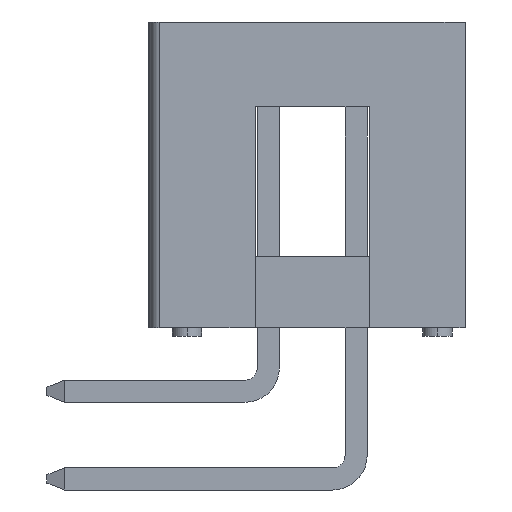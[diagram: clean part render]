
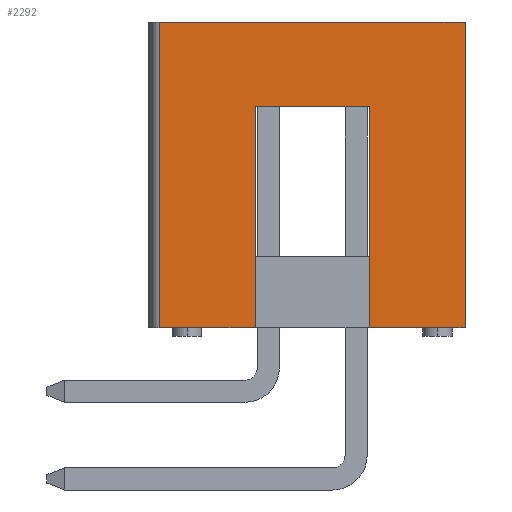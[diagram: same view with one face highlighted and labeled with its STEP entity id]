
A CAD part, left-side view. The second image highlights one B-rep face of the part: STEP entity #2292.
In plain terms, the highlighted planar face has unit normal (-1, 0, 0).
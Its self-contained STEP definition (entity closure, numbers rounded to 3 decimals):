
#2292=ADVANCED_FACE('',(#6001),#6002,.T.);
#6001=FACE_OUTER_BOUND('',#11418,.T.);
#6002=PLANE('',#11419);
#11418=EDGE_LOOP('',(#17014,#17015,#17016,#17017,#17018,#17019,#17020,#17021));
#11419=AXIS2_PLACEMENT_3D('',#17022,#17023,#17024);
#17014=ORIENTED_EDGE('',*,*,#30981,.T.);
#17015=ORIENTED_EDGE('',*,*,#30982,.T.);
#17016=ORIENTED_EDGE('',*,*,#30519,.F.);
#17017=ORIENTED_EDGE('',*,*,#30420,.T.);
#17018=ORIENTED_EDGE('',*,*,#30403,.T.);
#17019=ORIENTED_EDGE('',*,*,#30979,.F.);
#17020=ORIENTED_EDGE('',*,*,#30523,.F.);
#17021=ORIENTED_EDGE('',*,*,#30983,.F.);
#17022=CARTESIAN_POINT('',(-41.93,-4.425,-4.425));
#17023=DIRECTION('',(-1.0,0.0,0.0));
#17024=DIRECTION('',(0.0,0.0,1.0));
#30403=EDGE_CURVE('',#35895,#35893,#35896,.T.);
#30420=EDGE_CURVE('',#35925,#35895,#35926,.T.);
#30519=EDGE_CURVE('',#35925,#36104,#36105,.T.);
#30523=EDGE_CURVE('',#36110,#36112,#36113,.T.);
#30979=EDGE_CURVE('',#36112,#35893,#37004,.T.);
#30981=EDGE_CURVE('',#37006,#37007,#37008,.T.);
#30982=EDGE_CURVE('',#37007,#36104,#37009,.T.);
#30983=EDGE_CURVE('',#37006,#36110,#37010,.T.);
#35893=VERTEX_POINT('',#43636);
#35895=VERTEX_POINT('',#43639);
#35896=LINE('',#43640,#43641);
#35925=VERTEX_POINT('',#43685);
#35926=LINE('',#43686,#43687);
#36104=VERTEX_POINT('',#43950);
#36105=LINE('',#43951,#43952);
#36110=VERTEX_POINT('',#43959);
#36112=VERTEX_POINT('',#43962);
#36113=LINE('',#43963,#43964);
#37004=LINE('',#45303,#45304);
#37006=VERTEX_POINT('',#45306);
#37007=VERTEX_POINT('',#45307);
#37008=LINE('',#45308,#45309);
#37009=LINE('',#45310,#45311);
#37010=LINE('',#45312,#45313);
#43636=CARTESIAN_POINT('',(-41.93,4.425,4.425));
#43639=CARTESIAN_POINT('',(-41.93,-4.425,4.425));
#43640=CARTESIAN_POINT('',(-41.93,-4.425,4.425));
#43641=VECTOR('',#54782,1000.0);
#43685=CARTESIAN_POINT('',(-41.93,-4.425,-4.425));
#43686=CARTESIAN_POINT('',(-41.93,-4.425,-4.425));
#43687=VECTOR('',#54798,1000.0);
#43950=CARTESIAN_POINT('',(-41.93,-1.65,-4.425));
#43951=CARTESIAN_POINT('',(-41.93,-4.425,-4.425));
#43952=VECTOR('',#54905,1000.0);
#43959=CARTESIAN_POINT('',(-41.93,1.65,-4.425));
#43962=CARTESIAN_POINT('',(-41.93,4.425,-4.425));
#43963=CARTESIAN_POINT('',(-41.93,-4.425,-4.425));
#43964=VECTOR('',#54909,1000.0);
#45303=CARTESIAN_POINT('',(-41.93,4.425,-4.425));
#45304=VECTOR('',#55364,1000.0);
#45306=CARTESIAN_POINT('',(-41.93,1.65,1.975));
#45307=CARTESIAN_POINT('',(-41.93,-1.65,1.975));
#45308=CARTESIAN_POINT('',(-41.93,1.65,1.975));
#45309=VECTOR('',#55365,1000.0);
#45310=CARTESIAN_POINT('',(-41.93,-1.65,1.975));
#45311=VECTOR('',#55366,1000.0);
#45312=CARTESIAN_POINT('',(-41.93,1.65,1.975));
#45313=VECTOR('',#55367,1000.0);
#54782=DIRECTION('',(0.0,1.0,0.0));
#54798=DIRECTION('',(0.0,0.0,1.0));
#54905=DIRECTION('',(0.0,1.0,0.0));
#54909=DIRECTION('',(0.0,1.0,0.0));
#55364=DIRECTION('',(0.0,0.0,1.0));
#55365=DIRECTION('',(0.0,-1.0,0.0));
#55366=DIRECTION('',(0.0,0.0,-1.0));
#55367=DIRECTION('',(0.0,0.0,-1.0));
